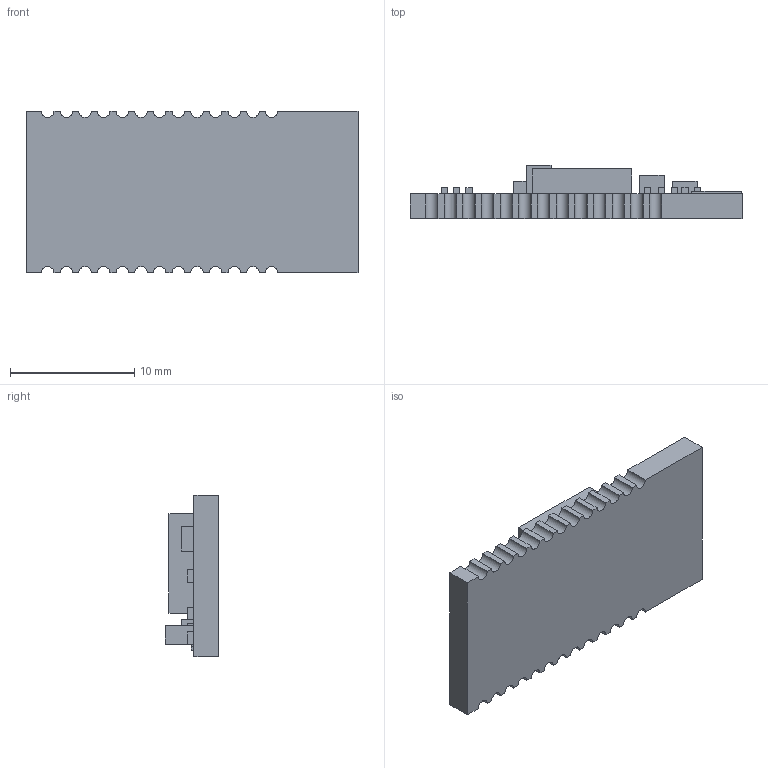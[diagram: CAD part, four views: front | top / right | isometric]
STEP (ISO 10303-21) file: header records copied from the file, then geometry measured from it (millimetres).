
FILE_DESCRIPTION (( 'STEP AP214' ), '1' );
FILE_NAME ('JDY-33.STEP', '2022-02-14T20:53:11', ( '' ), ( '' ), 'SwSTEP 2.0', 'SolidWorks 2022', '' );
FILE_SCHEMA (( 'AUTOMOTIVE_DESIGN' ));
Length unit declared in the file: millimetre
Products named in the file (1): JDY-33
Bounding box: 26.7 x 4.3 x 13 mm (x, y, z)
Volume: 834.9 mm3; surface area: 1014.8 mm2
Topology: 1 solids, 1 shells, 213 faces, 573 edges, 382 vertices
Faces by surface type: plane 174, cylinder 39
Entity records: 8036 total; most frequent: CARTESIAN_POINT 1169, ORIENTED_EDGE 1146, DIRECTION 1079, EDGE_CURVE 573, LINE 495, VECTOR 495, VERTEX_POINT 382, AXIS2_PLACEMENT_3D 292
